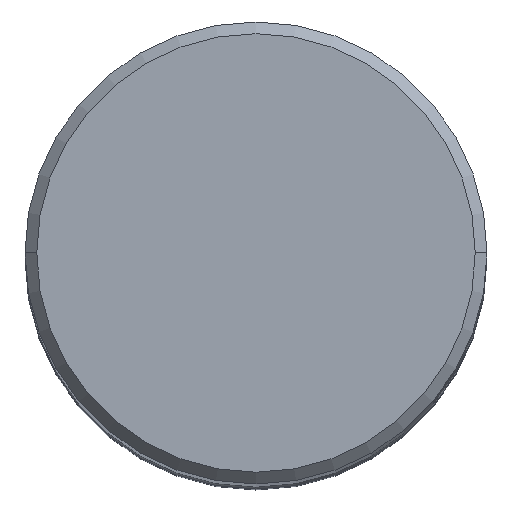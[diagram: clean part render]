
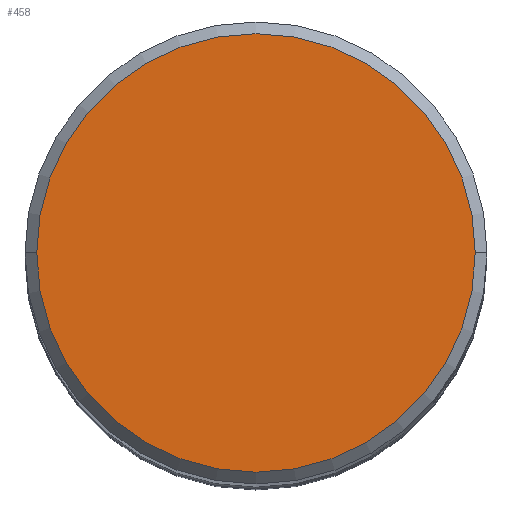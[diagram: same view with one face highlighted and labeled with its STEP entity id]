
A CAD part, top view. The second image highlights one B-rep face of the part: STEP entity #458.
In plain terms, the highlighted planar face has unit normal (0, 0, 1).
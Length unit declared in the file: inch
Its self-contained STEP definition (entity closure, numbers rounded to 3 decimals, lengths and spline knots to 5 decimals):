
#11 = PLANE ( 'NONE',  #71 ) ;
#35 = CARTESIAN_POINT ( 'NONE',  ( 0.3737, 0., 0. ) ) ;
#50 = FACE_OUTER_BOUND ( 'NONE', #433, .T. ) ;
#71 = AXIS2_PLACEMENT_3D ( 'NONE', #196, #202, #328 ) ;
#80 = CARTESIAN_POINT ( 'NONE',  ( 0., 0., 0. ) ) ;
#88 = VERTEX_POINT ( 'NONE', #35 ) ;
#138 = DIRECTION ( 'NONE',  ( 1., 0., 0. ) ) ;
#153 = DIRECTION ( 'NONE',  ( 1., 0., 0. ) ) ;
#154 = ORIENTED_EDGE ( 'NONE', *, *, #347, .T. ) ;
#164 = EDGE_CURVE ( 'NONE', #326, #88, #466, .T. ) ;
#168 = CIRCLE ( 'NONE', #267, 0.3737 ) ;
#187 = ORIENTED_EDGE ( 'NONE', *, *, #164, .T. ) ;
#196 = CARTESIAN_POINT ( 'NONE',  ( 0., 0.3737, 0. ) ) ;
#202 = DIRECTION ( 'NONE',  ( 0., 0., -1. ) ) ;
#215 = CARTESIAN_POINT ( 'NONE',  ( 0., 0., 0. ) ) ;
#267 = AXIS2_PLACEMENT_3D ( 'NONE', #80, #346, #153 ) ;
#292 = DIRECTION ( 'NONE',  ( 0., 0., 1. ) ) ;
#326 = VERTEX_POINT ( 'NONE', #422 ) ;
#328 = DIRECTION ( 'NONE',  ( -1., 0., 0. ) ) ;
#346 = DIRECTION ( 'NONE',  ( 0., 0., 1. ) ) ;
#347 = EDGE_CURVE ( 'NONE', #88, #326, #168, .T. ) ;
#422 = CARTESIAN_POINT ( 'NONE',  ( -0.3737, 0., 0. ) ) ;
#433 = EDGE_LOOP ( 'NONE', ( #187, #154 ) ) ;
#458 = ADVANCED_FACE ( 'NONE', ( #50 ), #11, .F. ) ;
#466 = CIRCLE ( 'NONE', #505, 0.3737 ) ;
#505 = AXIS2_PLACEMENT_3D ( 'NONE', #215, #292, #138 ) ;
